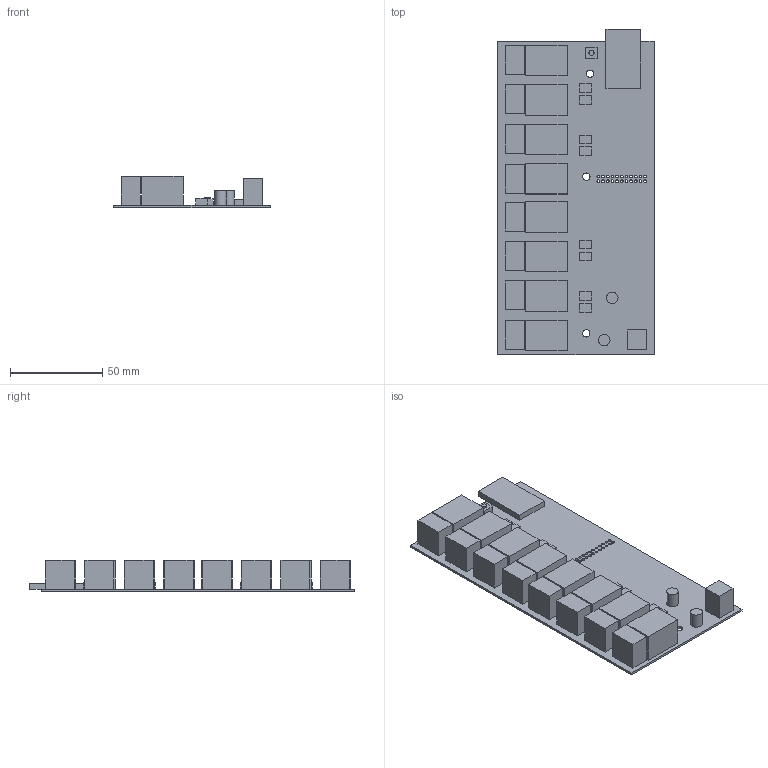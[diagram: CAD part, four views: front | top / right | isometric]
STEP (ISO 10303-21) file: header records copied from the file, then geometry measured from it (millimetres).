
FILE_DESCRIPTION((''),'2;1');
FILE_NAME('0-ALL','2025-06-20T09:44:53',('HR'),(''),'CREO PARAMETRIC BY PTC INC, 2020053','CREO PARAMETRIC BY PTC INC, 2020053','');
FILE_SCHEMA(('AUTOMOTIVE_DESIGN { 1 0 10303 214 1 1 1 1 }'));
Length unit declared in the file: millimetre
Products named in the file (1): 0-ALL
Bounding box: 84.97 x 176.53 x 16.9 mm (x, y, z)
Volume: 90052.5 mm3; surface area: 48232.5 mm2
Topology: 1 solids, 1 shells, 201 faces, 508 edges, 338 vertices
Faces by surface type: plane 145, cylinder 56
Entity records: 6178 total; most frequent: CARTESIAN_POINT 1049, DIRECTION 1022, ORIENTED_EDGE 1016, EDGE_CURVE 508, VECTOR 396, LINE 396, VERTEX_POINT 338, AXIS2_PLACEMENT_3D 313
